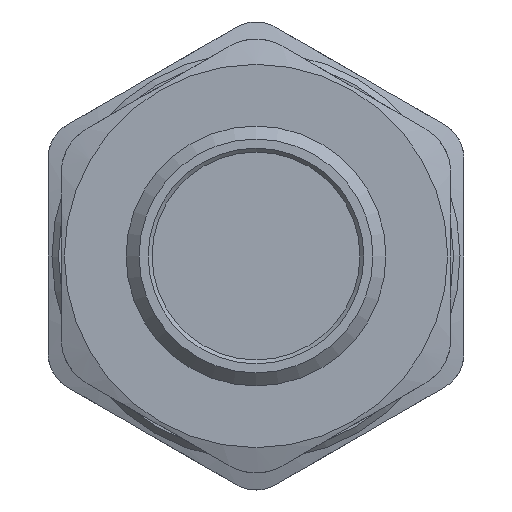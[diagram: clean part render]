
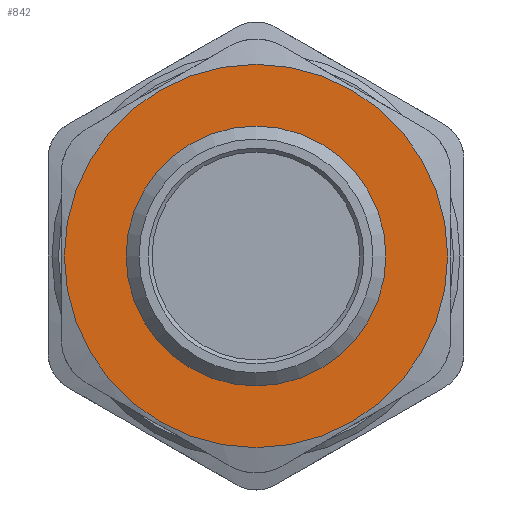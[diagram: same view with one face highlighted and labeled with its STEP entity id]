
A CAD part, front view. The second image highlights one B-rep face of the part: STEP entity #842.
In plain terms, the highlighted planar face has unit normal (0, -1, 0).
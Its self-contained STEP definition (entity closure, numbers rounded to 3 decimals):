
#178=FACE_BOUND('',#323,.T.);
#271=FACE_OUTER_BOUND('',#322,.T.);
#322=EDGE_LOOP('',(#775));
#323=EDGE_LOOP('',(#776));
#339=CIRCLE('',#907,14.75);
#348=CIRCLE('',#936,9.25);
#405=VERTEX_POINT('',#1513);
#425=VERTEX_POINT('',#1660);
#503=EDGE_CURVE('',#405,#405,#339,.T.);
#541=EDGE_CURVE('',#425,#425,#348,.T.);
#775=ORIENTED_EDGE('',*,*,#503,.F.);
#776=ORIENTED_EDGE('',*,*,#541,.T.);
#795=PLANE('',#937);
#842=ADVANCED_FACE('',(#271,#178),#795,.T.);
#907=AXIS2_PLACEMENT_3D('',#1515,#1045,#1046);
#936=AXIS2_PLACEMENT_3D('',#1661,#1119,#1120);
#937=AXIS2_PLACEMENT_3D('',#1663,#1122,#1123);
#1045=DIRECTION('center_axis',(0.,1.,0.));
#1046=DIRECTION('ref_axis',(1.,0.,0.));
#1119=DIRECTION('center_axis',(0.,1.,0.));
#1120=DIRECTION('ref_axis',(1.,0.,0.));
#1122=DIRECTION('center_axis',(0.,-1.,0.));
#1123=DIRECTION('ref_axis',(0.,0.,-1.));
#1513=CARTESIAN_POINT('',(9.086,-0.609,0.));
#1515=CARTESIAN_POINT('Origin',(-5.664,-0.609,0.));
#1660=CARTESIAN_POINT('',(3.586,-0.609,0.));
#1661=CARTESIAN_POINT('Origin',(-5.664,-0.609,0.));
#1663=CARTESIAN_POINT('Origin',(-20.414,-0.609,0.));
